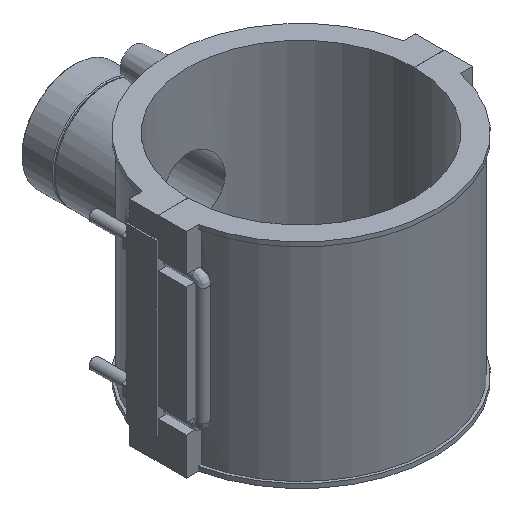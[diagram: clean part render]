
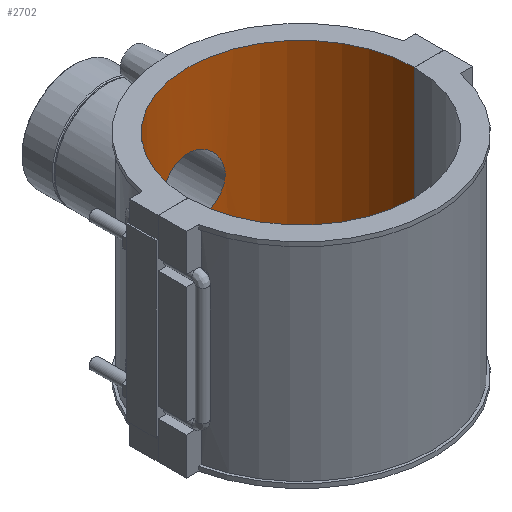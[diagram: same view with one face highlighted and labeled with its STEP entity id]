
A CAD part, isometric view. The second image highlights one B-rep face of the part: STEP entity #2702.
In plain terms, the highlighted cylindrical face has radius 62.5 mm (diameter 125 mm), a partial arc.
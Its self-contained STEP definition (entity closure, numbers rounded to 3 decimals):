
#198=LINE('',#5249,#429);
#226=LINE('',#5539,#457);
#429=VECTOR('',#3498,118.);
#457=VECTOR('',#3618,118.);
#491=B_SPLINE_CURVE_WITH_KNOTS('',3,(#3789,#3790,#3791,#3792,#3793,#3794,
#3795,#3796,#3797,#3798,#3799,#3800,#3801,#3802,#3803,#3804,#3805,#3806,
#3807,#3808,#3809,#3810,#3811,#3812,#3813,#3814,#3815,#3816,#3817,#3818,
#3819,#3820,#3821,#3822,#3823,#3824,#3825,#3826,#3827,#3828,#3829,#3830,
#3831,#3832,#3833,#3834,#3835,#3836,#3837,#3838,#3839,#3840,#3841,#3842,
#3843,#3844,#3845,#3846,#3847,#3848,#3849,#3850,#3851,#3852,#3853,#3854),
 .UNSPECIFIED.,.T.,.F.,(4,2,2,2,2,2,2,2,2,2,2,2,2,2,2,2,2,2,2,2,2,2,2,2,
2,2,2,2,2,2,2,2,4),(0.,0.34,0.68,1.02,
1.36,1.7,2.04,2.379,2.719,
3.059,3.399,3.739,4.079,4.419,
4.759,5.099,5.439,5.779,6.119,
6.459,6.799,7.138,7.478,7.818,
8.158,8.498,8.838,9.178,9.518,
9.858,10.198,10.538,10.878),
 .UNSPECIFIED.);
#664=CYLINDRICAL_SURFACE('',#2949,62.5);
#718=FACE_BOUND('',#1073,.T.);
#861=FACE_OUTER_BOUND('',#1072,.T.);
#1072=EDGE_LOOP('',(#2453,#2454,#2455,#2456));
#1073=EDGE_LOOP('',(#2457));
#1187=CIRCLE('',#2946,62.5);
#1188=CIRCLE('',#2948,62.5);
#1199=VERTEX_POINT('',#3788);
#1396=VERTEX_POINT('',#5246);
#1397=VERTEX_POINT('',#5248);
#1428=VERTEX_POINT('',#5536);
#1429=VERTEX_POINT('',#5538);
#1451=EDGE_CURVE('',#1199,#1199,#491,.T.);
#1725=EDGE_CURVE('',#1397,#1396,#198,.T.);
#1779=EDGE_CURVE('',#1429,#1428,#226,.T.);
#1782=EDGE_CURVE('',#1397,#1428,#1187,.T.);
#1783=EDGE_CURVE('',#1429,#1396,#1188,.T.);
#2453=ORIENTED_EDGE('',*,*,#1779,.T.);
#2454=ORIENTED_EDGE('',*,*,#1782,.F.);
#2455=ORIENTED_EDGE('',*,*,#1725,.T.);
#2456=ORIENTED_EDGE('',*,*,#1783,.F.);
#2457=ORIENTED_EDGE('',*,*,#1451,.T.);
#2702=ADVANCED_FACE('',(#861,#718),#664,.F.);
#2946=AXIS2_PLACEMENT_3D('',#5544,#3623,#3624);
#2948=AXIS2_PLACEMENT_3D('',#5546,#3627,#3628);
#2949=AXIS2_PLACEMENT_3D('',#5548,#3630,#3631);
#3498=DIRECTION('',(0.,0.,-1.));
#3618=DIRECTION('',(0.,0.,1.));
#3623=DIRECTION('center_axis',(0.,0.,-1.));
#3624=DIRECTION('ref_axis',(-1.,0.,0.));
#3627=DIRECTION('center_axis',(0.,0.,1.));
#3628=DIRECTION('ref_axis',(-1.,0.,0.));
#3630=DIRECTION('center_axis',(0.,0.,1.));
#3631=DIRECTION('ref_axis',(-1.,0.,0.));
#3788=CARTESIAN_POINT('',(17.938,59.871,0.));
#3789=CARTESIAN_POINT('Ctrl Pts',(17.938,59.871,0.));
#3790=CARTESIAN_POINT('Ctrl Pts',(17.938,59.871,-1.133));
#3791=CARTESIAN_POINT('Ctrl Pts',(17.829,59.904,-2.303));
#3792=CARTESIAN_POINT('Ctrl Pts',(17.372,60.038,-4.626));
#3793=CARTESIAN_POINT('Ctrl Pts',(17.024,60.139,-5.778));
#3794=CARTESIAN_POINT('Ctrl Pts',(16.107,60.391,-7.986));
#3795=CARTESIAN_POINT('Ctrl Pts',(15.537,60.542,-9.043));
#3796=CARTESIAN_POINT('Ctrl Pts',(14.222,60.864,-10.995));
#3797=CARTESIAN_POINT('Ctrl Pts',(13.477,61.035,-11.891));
#3798=CARTESIAN_POINT('Ctrl Pts',(11.891,61.364,-13.477));
#3799=CARTESIAN_POINT('Ctrl Pts',(10.996,61.533,-14.222));
#3800=CARTESIAN_POINT('Ctrl Pts',(9.043,61.85,-15.536));
#3801=CARTESIAN_POINT('Ctrl Pts',(7.986,61.998,-16.107));
#3802=CARTESIAN_POINT('Ctrl Pts',(5.778,62.242,-17.024));
#3803=CARTESIAN_POINT('Ctrl Pts',(4.625,62.339,-17.372));
#3804=CARTESIAN_POINT('Ctrl Pts',(2.303,62.468,-17.829));
#3805=CARTESIAN_POINT('Ctrl Pts',(1.133,62.5,-17.938));
#3806=CARTESIAN_POINT('Ctrl Pts',(-1.133,62.5,-17.938));
#3807=CARTESIAN_POINT('Ctrl Pts',(-2.303,62.468,-17.829));
#3808=CARTESIAN_POINT('Ctrl Pts',(-4.625,62.339,-17.372));
#3809=CARTESIAN_POINT('Ctrl Pts',(-5.778,62.242,-17.024));
#3810=CARTESIAN_POINT('Ctrl Pts',(-7.986,61.998,-16.107));
#3811=CARTESIAN_POINT('Ctrl Pts',(-9.043,61.85,-15.536));
#3812=CARTESIAN_POINT('Ctrl Pts',(-10.996,61.533,-14.222));
#3813=CARTESIAN_POINT('Ctrl Pts',(-11.891,61.364,-13.477));
#3814=CARTESIAN_POINT('Ctrl Pts',(-13.477,61.035,-11.891));
#3815=CARTESIAN_POINT('Ctrl Pts',(-14.222,60.864,-10.995));
#3816=CARTESIAN_POINT('Ctrl Pts',(-15.537,60.542,-9.043));
#3817=CARTESIAN_POINT('Ctrl Pts',(-16.107,60.391,-7.986));
#3818=CARTESIAN_POINT('Ctrl Pts',(-17.024,60.139,-5.778));
#3819=CARTESIAN_POINT('Ctrl Pts',(-17.372,60.038,-4.626));
#3820=CARTESIAN_POINT('Ctrl Pts',(-17.829,59.904,-2.303));
#3821=CARTESIAN_POINT('Ctrl Pts',(-17.938,59.871,-1.133));
#3822=CARTESIAN_POINT('Ctrl Pts',(-17.938,59.871,1.133));
#3823=CARTESIAN_POINT('Ctrl Pts',(-17.829,59.904,2.303));
#3824=CARTESIAN_POINT('Ctrl Pts',(-17.372,60.038,4.626));
#3825=CARTESIAN_POINT('Ctrl Pts',(-17.024,60.139,5.778));
#3826=CARTESIAN_POINT('Ctrl Pts',(-16.107,60.391,7.986));
#3827=CARTESIAN_POINT('Ctrl Pts',(-15.537,60.542,9.043));
#3828=CARTESIAN_POINT('Ctrl Pts',(-14.222,60.864,10.995));
#3829=CARTESIAN_POINT('Ctrl Pts',(-13.477,61.035,11.891));
#3830=CARTESIAN_POINT('Ctrl Pts',(-11.891,61.364,13.477));
#3831=CARTESIAN_POINT('Ctrl Pts',(-10.996,61.533,14.222));
#3832=CARTESIAN_POINT('Ctrl Pts',(-9.043,61.85,15.536));
#3833=CARTESIAN_POINT('Ctrl Pts',(-7.986,61.998,16.107));
#3834=CARTESIAN_POINT('Ctrl Pts',(-5.778,62.242,17.024));
#3835=CARTESIAN_POINT('Ctrl Pts',(-4.625,62.339,17.372));
#3836=CARTESIAN_POINT('Ctrl Pts',(-2.303,62.468,17.829));
#3837=CARTESIAN_POINT('Ctrl Pts',(-1.133,62.5,17.938));
#3838=CARTESIAN_POINT('Ctrl Pts',(1.133,62.5,17.938));
#3839=CARTESIAN_POINT('Ctrl Pts',(2.303,62.468,17.829));
#3840=CARTESIAN_POINT('Ctrl Pts',(4.625,62.339,17.372));
#3841=CARTESIAN_POINT('Ctrl Pts',(5.778,62.242,17.024));
#3842=CARTESIAN_POINT('Ctrl Pts',(7.986,61.998,16.107));
#3843=CARTESIAN_POINT('Ctrl Pts',(9.043,61.85,15.536));
#3844=CARTESIAN_POINT('Ctrl Pts',(10.996,61.533,14.222));
#3845=CARTESIAN_POINT('Ctrl Pts',(11.891,61.364,13.477));
#3846=CARTESIAN_POINT('Ctrl Pts',(13.477,61.035,11.891));
#3847=CARTESIAN_POINT('Ctrl Pts',(14.222,60.864,10.995));
#3848=CARTESIAN_POINT('Ctrl Pts',(15.537,60.542,9.043));
#3849=CARTESIAN_POINT('Ctrl Pts',(16.107,60.391,7.986));
#3850=CARTESIAN_POINT('Ctrl Pts',(17.024,60.139,5.778));
#3851=CARTESIAN_POINT('Ctrl Pts',(17.372,60.038,4.626));
#3852=CARTESIAN_POINT('Ctrl Pts',(17.829,59.904,2.303));
#3853=CARTESIAN_POINT('Ctrl Pts',(17.938,59.871,1.133));
#3854=CARTESIAN_POINT('Ctrl Pts',(17.938,59.871,0.));
#5246=CARTESIAN_POINT('',(-62.5,0.05,-59.));
#5248=CARTESIAN_POINT('',(-62.5,0.05,59.));
#5249=CARTESIAN_POINT('',(-62.5,0.05,0.));
#5536=CARTESIAN_POINT('',(62.5,0.05,59.));
#5538=CARTESIAN_POINT('',(62.5,0.05,-59.));
#5539=CARTESIAN_POINT('',(62.5,0.05,0.));
#5544=CARTESIAN_POINT('Origin',(0.,0.,59.));
#5546=CARTESIAN_POINT('Origin',(0.,0.,-59.));
#5548=CARTESIAN_POINT('Origin',(0.,0.,0.));
